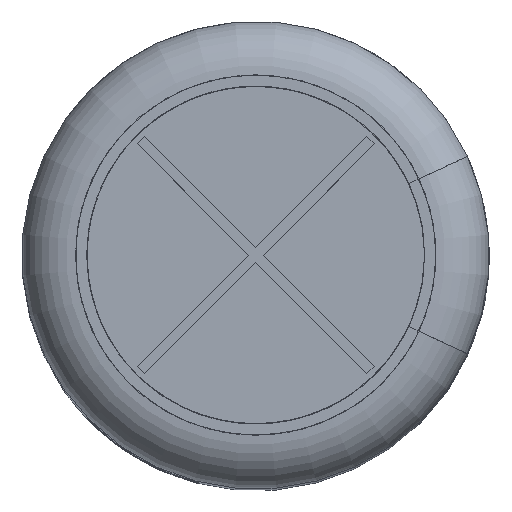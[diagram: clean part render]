
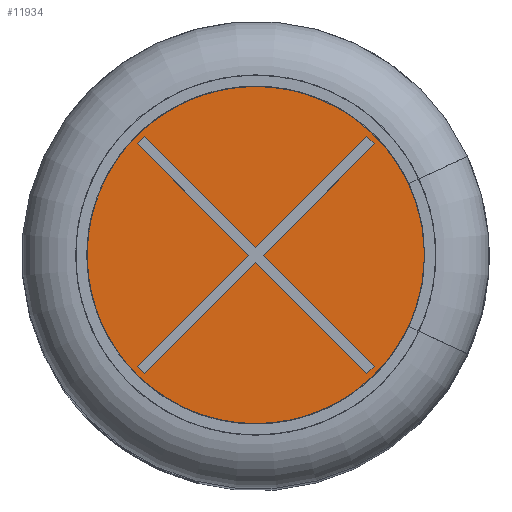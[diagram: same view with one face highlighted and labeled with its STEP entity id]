
A CAD part, top view. The second image highlights one B-rep face of the part: STEP entity #11934.
In plain terms, the highlighted planar face has unit normal (0, 0, 1).
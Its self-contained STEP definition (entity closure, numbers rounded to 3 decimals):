
#440=CIRCLE('',#12474,6.167);
#901=ORIENTED_EDGE('',*,*,#3332,.T.);
#902=ORIENTED_EDGE('',*,*,#3355,.T.);
#903=ORIENTED_EDGE('',*,*,#3353,.T.);
#904=ORIENTED_EDGE('',*,*,#3351,.T.);
#905=ORIENTED_EDGE('',*,*,#3349,.T.);
#906=ORIENTED_EDGE('',*,*,#3347,.T.);
#907=ORIENTED_EDGE('',*,*,#3345,.T.);
#908=ORIENTED_EDGE('',*,*,#3343,.T.);
#909=ORIENTED_EDGE('',*,*,#3341,.T.);
#910=ORIENTED_EDGE('',*,*,#3339,.T.);
#911=ORIENTED_EDGE('',*,*,#3337,.T.);
#912=ORIENTED_EDGE('',*,*,#3335,.T.);
#913=ORIENTED_EDGE('',*,*,#3372,.F.);
#3332=EDGE_CURVE('',#4581,#4582,#5436,.T.);
#3335=EDGE_CURVE('',#4583,#4581,#5439,.T.);
#3337=EDGE_CURVE('',#4584,#4583,#5441,.T.);
#3339=EDGE_CURVE('',#4585,#4584,#5443,.T.);
#3341=EDGE_CURVE('',#4586,#4585,#5445,.T.);
#3343=EDGE_CURVE('',#4587,#4586,#5447,.T.);
#3345=EDGE_CURVE('',#4588,#4587,#5449,.T.);
#3347=EDGE_CURVE('',#4589,#4588,#5451,.T.);
#3349=EDGE_CURVE('',#4590,#4589,#5453,.T.);
#3351=EDGE_CURVE('',#4591,#4590,#5455,.T.);
#3353=EDGE_CURVE('',#4592,#4591,#5457,.T.);
#3355=EDGE_CURVE('',#4582,#4592,#5459,.T.);
#3372=EDGE_CURVE('',#4609,#4609,#440,.T.);
#4581=VERTEX_POINT('',#15553);
#4582=VERTEX_POINT('',#15554);
#4583=VERTEX_POINT('',#15559);
#4584=VERTEX_POINT('',#15563);
#4585=VERTEX_POINT('',#15567);
#4586=VERTEX_POINT('',#15571);
#4587=VERTEX_POINT('',#15575);
#4588=VERTEX_POINT('',#15579);
#4589=VERTEX_POINT('',#15583);
#4590=VERTEX_POINT('',#15587);
#4591=VERTEX_POINT('',#15591);
#4592=VERTEX_POINT('',#15595);
#4609=VERTEX_POINT('',#15641);
#5436=LINE('',#15552,#6090);
#5439=LINE('',#15558,#6093);
#5441=LINE('',#15562,#6095);
#5443=LINE('',#15566,#6097);
#5445=LINE('',#15570,#6099);
#5447=LINE('',#15574,#6101);
#5449=LINE('',#15578,#6103);
#5451=LINE('',#15582,#6105);
#5453=LINE('',#15586,#6107);
#5455=LINE('',#15590,#6109);
#5457=LINE('',#15594,#6111);
#5459=LINE('',#15598,#6113);
#6090=VECTOR('',#13265,1000.);
#6093=VECTOR('',#13270,1000.);
#6095=VECTOR('',#13274,1000.);
#6097=VECTOR('',#13278,1000.);
#6099=VECTOR('',#13282,1000.);
#6101=VECTOR('',#13286,1000.);
#6103=VECTOR('',#13290,1000.);
#6105=VECTOR('',#13294,1000.);
#6107=VECTOR('',#13298,1000.);
#6109=VECTOR('',#13302,1000.);
#6111=VECTOR('',#13306,1000.);
#6113=VECTOR('',#13310,1000.);
#6764=EDGE_LOOP('',(#901,#902,#903,#904,#905,#906,#907,#908,#909,#910,#911,
#912));
#6765=EDGE_LOOP('',(#913));
#7396=FACE_BOUND('',#6764,.T.);
#7397=FACE_BOUND('',#6765,.T.);
#8014=PLANE('',#12475);
#11934=ADVANCED_FACE('',(#7396,#7397),#8014,.T.);
#12474=AXIS2_PLACEMENT_3D('',#15640,#13361,#13362);
#12475=AXIS2_PLACEMENT_3D('',#15642,#13363,#13364);
#13265=DIRECTION('',(0.707,0.707,0.));
#13270=DIRECTION('',(-0.707,0.707,0.));
#13274=DIRECTION('',(0.707,0.707,0.));
#13278=DIRECTION('',(-0.707,0.707,0.));
#13282=DIRECTION('',(-0.707,-0.707,0.));
#13286=DIRECTION('',(-0.707,0.707,0.));
#13290=DIRECTION('',(-0.707,-0.707,0.));
#13294=DIRECTION('',(0.707,-0.707,0.));
#13298=DIRECTION('',(-0.707,-0.707,0.));
#13302=DIRECTION('',(0.707,-0.707,0.));
#13306=DIRECTION('',(0.707,0.707,0.));
#13310=DIRECTION('',(0.707,-0.707,0.));
#13361=DIRECTION('',(0.,0.,-1.));
#13362=DIRECTION('',(-1.,0.,0.));
#13363=DIRECTION('',(0.,0.,1.));
#13364=DIRECTION('',(1.,0.,0.));
#15552=CARTESIAN_POINT('',(-3.801,4.052,40.78));
#15553=CARTESIAN_POINT('',(-4.052,3.801,40.78));
#15554=CARTESIAN_POINT('',(-3.801,4.052,40.78));
#15558=CARTESIAN_POINT('',(-0.251,0.,40.78));
#15559=CARTESIAN_POINT('',(-0.251,0.,40.78));
#15562=CARTESIAN_POINT('',(-0.251,0.,40.78));
#15563=CARTESIAN_POINT('',(-4.052,-3.801,40.78));
#15566=CARTESIAN_POINT('',(-3.801,-4.052,40.78));
#15567=CARTESIAN_POINT('',(-3.801,-4.052,40.78));
#15570=CARTESIAN_POINT('',(0.,-0.251,40.78));
#15571=CARTESIAN_POINT('',(0.,-0.251,40.78));
#15574=CARTESIAN_POINT('',(0.,-0.251,40.78));
#15575=CARTESIAN_POINT('',(3.801,-4.052,40.78));
#15578=CARTESIAN_POINT('',(4.052,-3.801,40.78));
#15579=CARTESIAN_POINT('',(4.052,-3.801,40.78));
#15582=CARTESIAN_POINT('',(0.251,0.,40.78));
#15583=CARTESIAN_POINT('',(0.251,0.,40.78));
#15586=CARTESIAN_POINT('',(0.251,0.,40.78));
#15587=CARTESIAN_POINT('',(4.052,3.801,40.78));
#15590=CARTESIAN_POINT('',(4.052,3.801,40.78));
#15591=CARTESIAN_POINT('',(3.801,4.052,40.78));
#15594=CARTESIAN_POINT('',(0.,0.251,40.78));
#15595=CARTESIAN_POINT('',(0.,0.251,40.78));
#15598=CARTESIAN_POINT('',(0.,0.251,40.78));
#15640=CARTESIAN_POINT('',(0.,0.,40.78));
#15641=CARTESIAN_POINT('',(-6.167,0.,40.78));
#15642=CARTESIAN_POINT('',(-6.167,0.,40.78));
